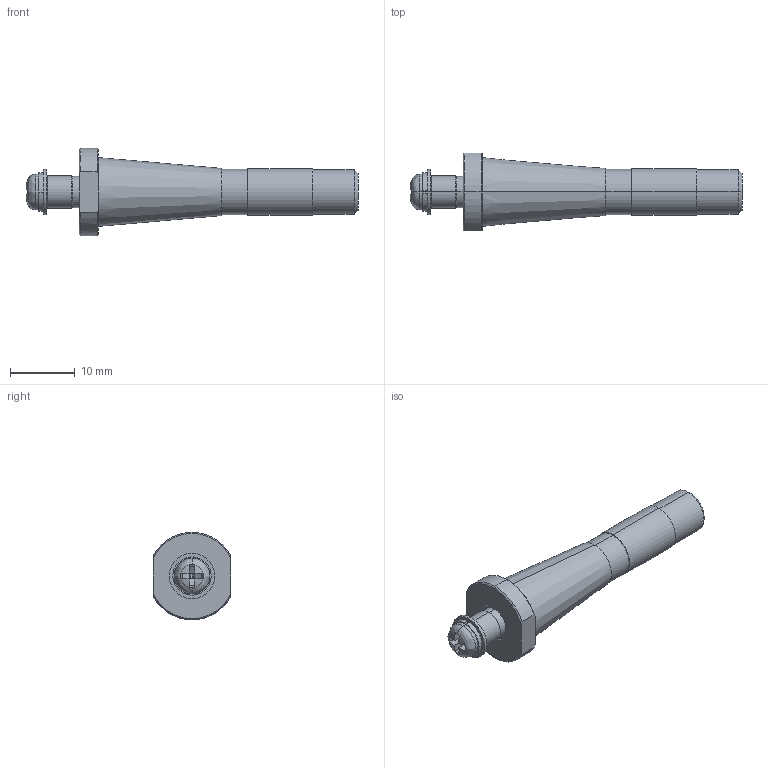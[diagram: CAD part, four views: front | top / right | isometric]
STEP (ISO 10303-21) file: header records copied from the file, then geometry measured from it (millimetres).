
FILE_DESCRIPTION (( 'STEP AP203' ), '1' );
FILE_NAME ('K301760(砥石軸).STEP', '2018-09-13T07:31:18', ( '' ), ( '' ), 'SwSTEP 2.0', 'SolidWorks 2013', '' );
FILE_SCHEMA (( 'CONFIG_CONTROL_DESIGN' ));
Length unit declared in the file: millimetre
Products named in the file (1): K301760(砥石軸)
Bounding box: 51.17 x 12 x 13.5 mm (x, y, z)
Volume: 2552 mm3; surface area: 1841.4 mm2
Topology: 4 solids, 4 shells, 104 faces, 230 edges, 140 vertices
Faces by surface type: plane 48, cylinder 29, cone 21, bspline 6
Entity records: 3009 total; most frequent: CARTESIAN_POINT 665, DIRECTION 482, ORIENTED_EDGE 456, EDGE_CURVE 228, AXIS2_PLACEMENT_3D 189, VERTEX_POINT 140, EDGE_LOOP 114, FACE_OUTER_BOUND 104
